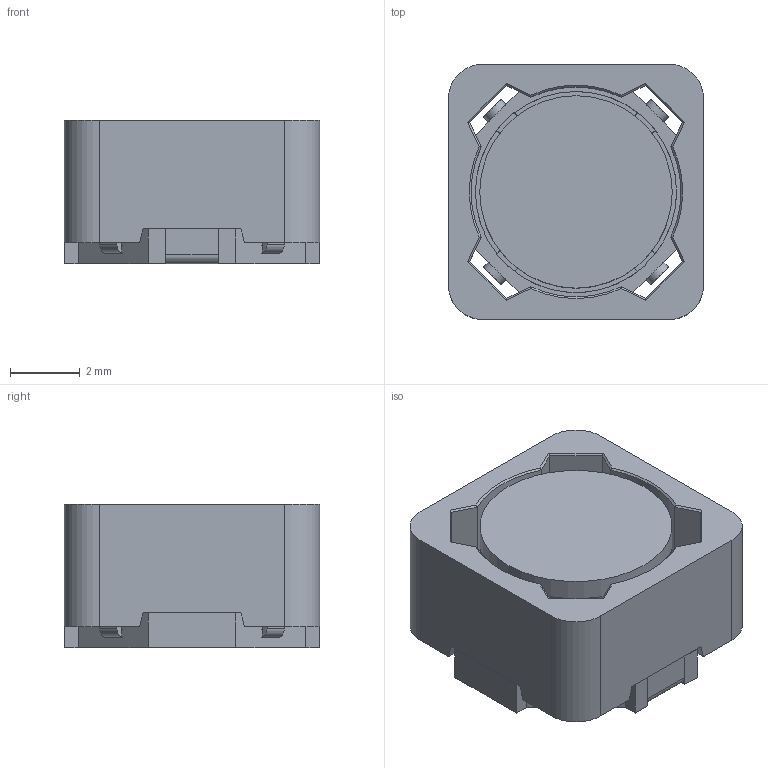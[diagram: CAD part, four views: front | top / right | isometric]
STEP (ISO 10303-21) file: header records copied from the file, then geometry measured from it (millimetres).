
FILE_DESCRIPTION(/* description */ (''),/* implementation_level */ '2;1');
FILE_NAME(/* name */ 'IND_WURTH_WE-PD_7345.stp',/* time_stamp */ '2017-07-05T18:04:30+02:00',/* author */ ('riccim'),/* organization */ ('SolidWorks'),/* preprocessor_version */ 'ST-DEVELOPER v16.5',/* originating_system */ 'AutoCAD Mechanical',/* authorisation */ ' ');
FILE_SCHEMA (('AUTOMOTIVE_DESIGN { 1 0 10303 214 3 1 1 }'));
Length unit declared in the file: millimetre
Products named in the file (1): Product
Bounding box: 7.3 x 7.3 x 4.1 mm (x, y, z)
Volume: 150.4 mm3; surface area: 766.1 mm2
Topology: 33 solids, 33 shells, 235 faces, 639 edges, 409 vertices
Faces by surface type: plane 157, cylinder 46, torus 28, cone 4
Full cylindrical faces by diameter (mm): 2.75 x1, 5.5 x2, 5.75 x1
Entity records: 7475 total; most frequent: CARTESIAN_POINT 1276, DIRECTION 1272, ORIENTED_EDGE 1266, EDGE_CURVE 633, LINE 466, VECTOR 466, VERTEX_POINT 407, AXIS2_PLACEMENT_3D 403
